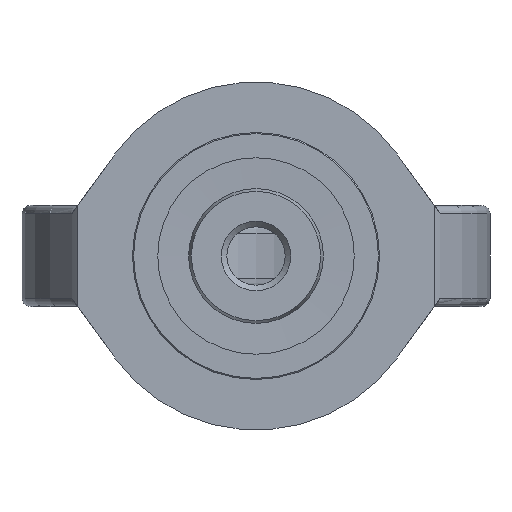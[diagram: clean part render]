
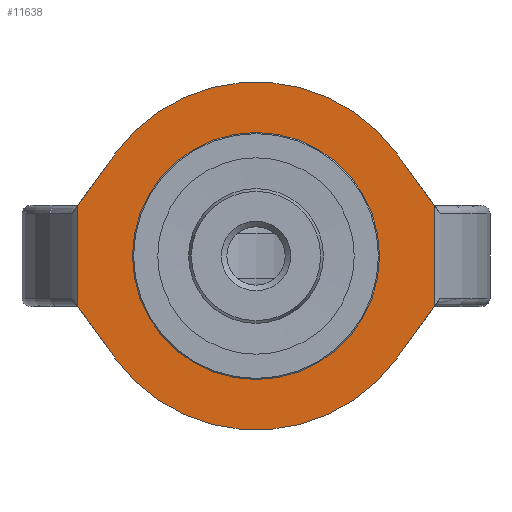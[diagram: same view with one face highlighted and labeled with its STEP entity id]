
A CAD part, front view. The second image highlights one B-rep face of the part: STEP entity #11638.
In plain terms, the highlighted planar face has unit normal (0, -1, 0).
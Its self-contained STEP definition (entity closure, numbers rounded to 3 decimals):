
#305=CIRCLE('',#12247,44.);
#363=CIRCLE('',#12365,62.);
#364=CIRCLE('',#12369,62.);
#543=FACE_BOUND('',#2190,.T.);
#1494=FACE_OUTER_BOUND('',#2189,.T.);
#2189=EDGE_LOOP('',(#9326,#9327,#9328,#9329,#9330,#9331,#9332,#9333));
#2190=EDGE_LOOP('',(#9334));
#3169=LINE('',#18414,#4159);
#3173=LINE('',#18431,#4163);
#3179=LINE('',#18892,#4169);
#3181=LINE('',#18896,#4171);
#3183=LINE('',#18902,#4173);
#3184=LINE('',#18904,#4174);
#4159=VECTOR('',#14001,10.);
#4163=VECTOR('',#14021,10.);
#4169=VECTOR('',#14139,10.);
#4171=VECTOR('',#14143,10.);
#4173=VECTOR('',#14151,10.);
#4174=VECTOR('',#14154,10.);
#5082=VERTEX_POINT('',#18204);
#5130=VERTEX_POINT('',#18406);
#5133=VERTEX_POINT('',#18412);
#5137=VERTEX_POINT('',#18428);
#5138=VERTEX_POINT('',#18430);
#5148=VERTEX_POINT('',#18886);
#5149=VERTEX_POINT('',#18888);
#5150=VERTEX_POINT('',#18894);
#5151=VERTEX_POINT('',#18898);
#6508=EDGE_CURVE('',#5082,#5082,#305,.T.);
#6576=EDGE_CURVE('',#5130,#5133,#3169,.T.);
#6584=EDGE_CURVE('',#5137,#5138,#3173,.T.);
#6627=EDGE_CURVE('',#5149,#5148,#363,.T.);
#6629=EDGE_CURVE('',#5148,#5138,#3179,.T.);
#6631=EDGE_CURVE('',#5137,#5150,#3181,.T.);
#6633=EDGE_CURVE('',#5150,#5151,#364,.T.);
#6634=EDGE_CURVE('',#5151,#5130,#3183,.T.);
#6635=EDGE_CURVE('',#5133,#5149,#3184,.T.);
#9326=ORIENTED_EDGE('',*,*,#6584,.F.);
#9327=ORIENTED_EDGE('',*,*,#6631,.T.);
#9328=ORIENTED_EDGE('',*,*,#6633,.T.);
#9329=ORIENTED_EDGE('',*,*,#6634,.T.);
#9330=ORIENTED_EDGE('',*,*,#6576,.T.);
#9331=ORIENTED_EDGE('',*,*,#6635,.T.);
#9332=ORIENTED_EDGE('',*,*,#6627,.T.);
#9333=ORIENTED_EDGE('',*,*,#6629,.T.);
#9334=ORIENTED_EDGE('',*,*,#6508,.T.);
#11037=PLANE('',#12372);
#11638=ADVANCED_FACE('',(#1494,#543),#11037,.T.);
#12247=AXIS2_PLACEMENT_3D('',#18205,#13859,#13860);
#12365=AXIS2_PLACEMENT_3D('',#18889,#14134,#14135);
#12369=AXIS2_PLACEMENT_3D('',#18900,#14147,#14148);
#12372=AXIS2_PLACEMENT_3D('',#18905,#14155,#14156);
#13859=DIRECTION('center_axis',(0.,1.,0.));
#13860=DIRECTION('ref_axis',(-1.,0.,0.));
#14001=DIRECTION('',(0.,0.,-1.));
#14021=DIRECTION('',(0.,0.,-1.));
#14134=DIRECTION('center_axis',(0.,-1.,0.));
#14135=DIRECTION('ref_axis',(-0.81,0.,-0.586));
#14139=DIRECTION('',(0.586,0.,0.81));
#14143=DIRECTION('',(-0.586,0.,0.81));
#14147=DIRECTION('center_axis',(0.,-1.,0.));
#14148=DIRECTION('ref_axis',(0.81,0.,0.586));
#14151=DIRECTION('',(-0.586,0.,-0.81));
#14154=DIRECTION('',(0.586,0.,-0.81));
#14155=DIRECTION('center_axis',(0.,-1.,0.));
#14156=DIRECTION('ref_axis',(1.,0.,0.));
#18204=CARTESIAN_POINT('',(44.,-87.5,0.));
#18205=CARTESIAN_POINT('Origin',(0.,-87.5,0.));
#18406=CARTESIAN_POINT('',(-63.5,-87.5,18.));
#18412=CARTESIAN_POINT('',(-63.5,-87.5,-18.));
#18414=CARTESIAN_POINT('',(-63.5,-87.5,0.));
#18428=CARTESIAN_POINT('',(63.5,-87.5,18.));
#18430=CARTESIAN_POINT('',(63.5,-87.5,-18.));
#18431=CARTESIAN_POINT('',(63.5,-87.5,0.));
#18886=CARTESIAN_POINT('',(50.235,-87.5,-36.338));
#18888=CARTESIAN_POINT('',(-50.235,-87.5,-36.338));
#18889=CARTESIAN_POINT('Origin',(0.,-87.5,0.));
#18892=CARTESIAN_POINT('',(50.235,-87.5,-36.338));
#18894=CARTESIAN_POINT('',(50.235,-87.5,36.338));
#18896=CARTESIAN_POINT('',(63.5,-87.5,18.));
#18898=CARTESIAN_POINT('',(-50.235,-87.5,36.338));
#18900=CARTESIAN_POINT('Origin',(0.,-87.5,0.));
#18902=CARTESIAN_POINT('',(-50.235,-87.5,36.338));
#18904=CARTESIAN_POINT('',(-63.5,-87.5,-18.));
#18905=CARTESIAN_POINT('Origin',(-63.5,-87.5,0.));
